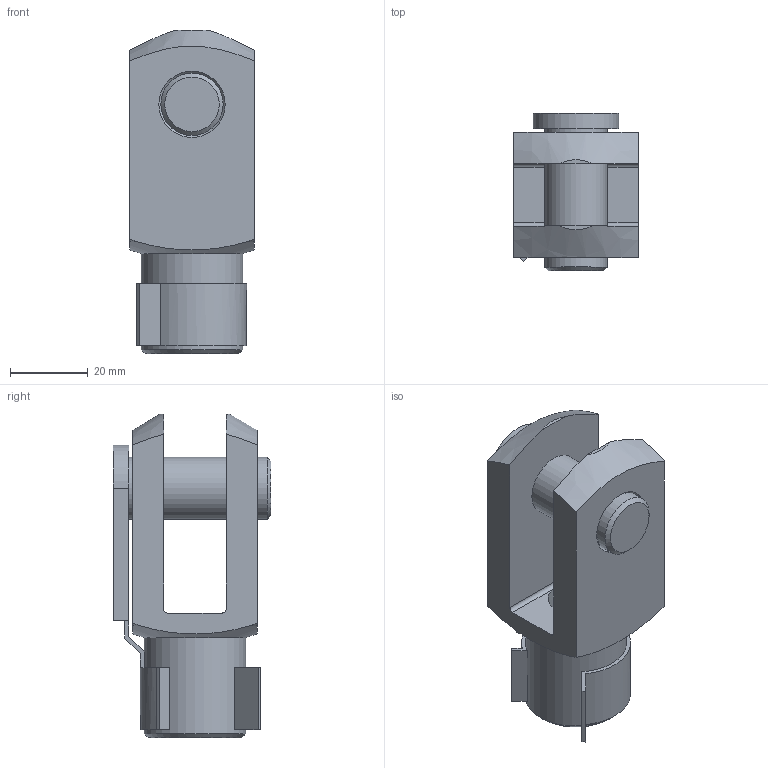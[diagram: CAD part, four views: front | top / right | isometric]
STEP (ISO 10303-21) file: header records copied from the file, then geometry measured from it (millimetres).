
FILE_DESCRIPTION(/* description */ (''),/* implementation_level */ '2;1');
FILE_NAME(/* name */ 'gak_50-63.stp',/* time_stamp */ '2017-02-20T09:38:57+01:00',/* author */ ('leitheußer'),/* organization */ (''),/* preprocessor_version */ 'ST-DEVELOPER v15.6',/* originating_system */ 'Autodesk Inventor LT ',/* authorisation */ '');
FILE_SCHEMA (('AUTOMOTIVE_DESIGN { 1 0 10303 214 3 1 1 }'));
Length unit declared in the file: millimetre
Products named in the file (1): 041006 - 16FFISO
Bounding box: 32 x 40.5 x 83 mm (x, y, z)
Volume: 45674.6 mm3; surface area: 21120.7 mm2
Topology: 2 solids, 2 shells, 71 faces, 183 edges, 120 vertices
Faces by surface type: plane 40, cylinder 17, cone 11, torus 2, sphere 1
Full cylindrical faces by diameter (mm): 5 x1, 8.8 x1, 13.066 x1, 14.376 x1, 16 x4, 26 x1
Entity records: 2093 total; most frequent: CARTESIAN_POINT 404, DIRECTION 338, ORIENTED_EDGE 316, EDGE_CURVE 158, AXIS2_PLACEMENT_3D 128, VERTEX_POINT 112, EDGE_LOOP 98, LINE 82
